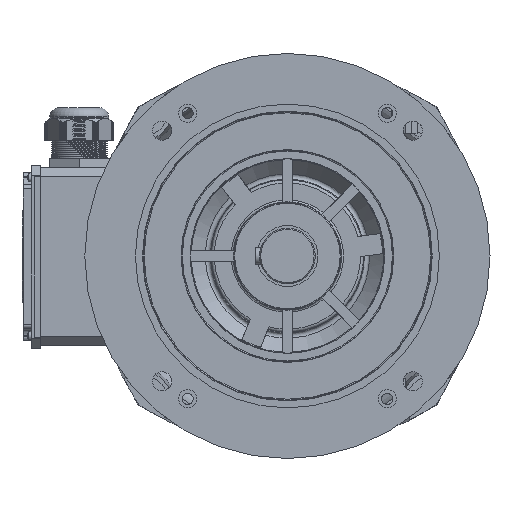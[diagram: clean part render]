
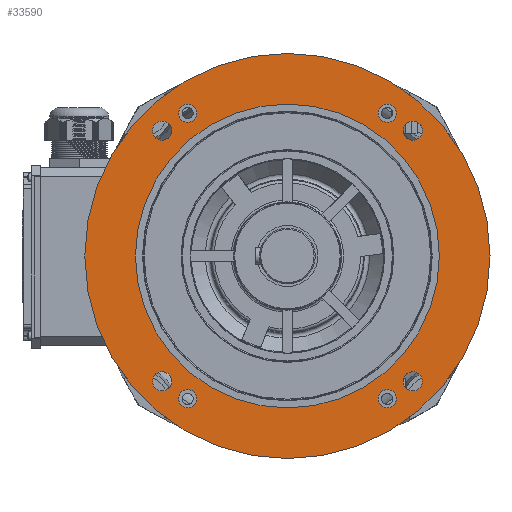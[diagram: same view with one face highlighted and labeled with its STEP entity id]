
A CAD part, left-side view. The second image highlights one B-rep face of the part: STEP entity #33590.
In plain terms, the highlighted planar face has unit normal (-1, 0, 0).
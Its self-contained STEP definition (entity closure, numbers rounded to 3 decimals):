
#24859=FACE_BOUND('',#42341,.T.);
#24860=FACE_BOUND('',#42342,.T.);
#24861=FACE_BOUND('',#42343,.T.);
#24862=FACE_BOUND('',#42344,.T.);
#24863=FACE_BOUND('',#42345,.T.);
#24864=FACE_BOUND('',#42346,.T.);
#24865=FACE_BOUND('',#42347,.T.);
#24866=FACE_BOUND('',#42348,.T.);
#24867=FACE_BOUND('',#42349,.T.);
#24868=FACE_BOUND('',#42350,.T.);
#27328=PLANE('',#90676);
#29696=CIRCLE('',#90221,150.);
#29899=CIRCLE('',#90666,200.);
#29900=CIRCLE('',#90668,9.5);
#29901=CIRCLE('',#90669,9.5);
#29902=CIRCLE('',#90670,9.5);
#29903=CIRCLE('',#90671,9.5);
#29904=CIRCLE('',#90672,9.);
#29905=CIRCLE('',#90673,9.);
#29906=CIRCLE('',#90674,9.);
#29907=CIRCLE('',#90675,9.);
#33590=ADVANCED_FACE('',(#24859,#24860,#24861,#24862,#24863,#24864,#24865,
#24866,#24867,#24868),#27328,.T.);
#42341=EDGE_LOOP('',(#60157));
#42342=EDGE_LOOP('',(#60158));
#42343=EDGE_LOOP('',(#60159));
#42344=EDGE_LOOP('',(#60160));
#42345=EDGE_LOOP('',(#60161));
#42346=EDGE_LOOP('',(#60162));
#42347=EDGE_LOOP('',(#60163));
#42348=EDGE_LOOP('',(#60164));
#42349=EDGE_LOOP('',(#60165));
#42350=EDGE_LOOP('',(#60166));
#60157=ORIENTED_EDGE('',*,*,#82750,.T.);
#60158=ORIENTED_EDGE('',*,*,#82751,.T.);
#60159=ORIENTED_EDGE('',*,*,#82752,.T.);
#60160=ORIENTED_EDGE('',*,*,#82753,.T.);
#60161=ORIENTED_EDGE('',*,*,#82754,.T.);
#60162=ORIENTED_EDGE('',*,*,#82755,.T.);
#60163=ORIENTED_EDGE('',*,*,#82756,.T.);
#60164=ORIENTED_EDGE('',*,*,#82757,.T.);
#60165=ORIENTED_EDGE('',*,*,#82183,.T.);
#60166=ORIENTED_EDGE('',*,*,#82749,.F.);
#71954=VERTEX_POINT('',#148042);
#72262=VERTEX_POINT('',#151029);
#72263=VERTEX_POINT('',#151032);
#72264=VERTEX_POINT('',#151034);
#72265=VERTEX_POINT('',#151036);
#72266=VERTEX_POINT('',#151038);
#72267=VERTEX_POINT('',#151040);
#72268=VERTEX_POINT('',#151042);
#72269=VERTEX_POINT('',#151044);
#72270=VERTEX_POINT('',#151046);
#82183=EDGE_CURVE('',#71954,#71954,#29696,.T.);
#82749=EDGE_CURVE('',#72262,#72262,#29899,.T.);
#82750=EDGE_CURVE('',#72263,#72263,#29900,.T.);
#82751=EDGE_CURVE('',#72264,#72264,#29901,.T.);
#82752=EDGE_CURVE('',#72265,#72265,#29902,.T.);
#82753=EDGE_CURVE('',#72266,#72266,#29903,.T.);
#82754=EDGE_CURVE('',#72267,#72267,#29904,.T.);
#82755=EDGE_CURVE('',#72268,#72268,#29905,.T.);
#82756=EDGE_CURVE('',#72269,#72269,#29906,.T.);
#82757=EDGE_CURVE('',#72270,#72270,#29907,.T.);
#90221=AXIS2_PLACEMENT_3D('',#148041,#105983,#105984);
#90666=AXIS2_PLACEMENT_3D('',#151028,#107198,#107199);
#90668=AXIS2_PLACEMENT_3D('',#151031,#107202,#107203);
#90669=AXIS2_PLACEMENT_3D('',#151033,#107204,#107205);
#90670=AXIS2_PLACEMENT_3D('',#151035,#107206,#107207);
#90671=AXIS2_PLACEMENT_3D('',#151037,#107208,#107209);
#90672=AXIS2_PLACEMENT_3D('',#151039,#107210,#107211);
#90673=AXIS2_PLACEMENT_3D('',#151041,#107212,#107213);
#90674=AXIS2_PLACEMENT_3D('',#151043,#107214,#107215);
#90675=AXIS2_PLACEMENT_3D('',#151045,#107216,#107217);
#90676=AXIS2_PLACEMENT_3D('',#151047,#107218,#107219);
#105983=DIRECTION('',(1.,0.,0.));
#105984=DIRECTION('',(0.,1.,0.));
#107198=DIRECTION('',(1.,0.,0.));
#107199=DIRECTION('',(0.,1.,0.));
#107202=DIRECTION('',(1.,0.,0.));
#107203=DIRECTION('',(0.,0.,1.));
#107204=DIRECTION('',(1.,0.,0.));
#107205=DIRECTION('',(0.,1.,0.));
#107206=DIRECTION('',(1.,0.,0.));
#107207=DIRECTION('',(0.,0.,1.));
#107208=DIRECTION('',(1.,0.,0.));
#107209=DIRECTION('',(0.,-1.,0.));
#107210=DIRECTION('',(1.,0.,0.));
#107211=DIRECTION('',(0.,1.,0.));
#107212=DIRECTION('',(1.,0.,0.));
#107213=DIRECTION('',(0.,1.,0.));
#107214=DIRECTION('',(1.,0.,0.));
#107215=DIRECTION('',(0.,1.,0.));
#107216=DIRECTION('',(1.,0.,0.));
#107217=DIRECTION('',(0.,1.,0.));
#107218=DIRECTION('',(-1.,0.,0.));
#107219=DIRECTION('',(0.,-1.,0.));
#148041=CARTESIAN_POINT('',(15.382,489.299,0.));
#148042=CARTESIAN_POINT('',(15.382,639.299,0.));
#151028=CARTESIAN_POINT('',(15.382,489.299,0.));
#151029=CARTESIAN_POINT('',(15.382,689.299,0.));
#151031=CARTESIAN_POINT('',(15.382,613.043,123.744));
#151032=CARTESIAN_POINT('',(15.382,613.043,133.244));
#151033=CARTESIAN_POINT('',(15.382,613.043,-123.744));
#151034=CARTESIAN_POINT('',(15.382,622.543,-123.744));
#151035=CARTESIAN_POINT('',(15.382,365.556,123.744));
#151036=CARTESIAN_POINT('',(15.382,365.556,133.244));
#151037=CARTESIAN_POINT('',(15.382,365.556,-123.744));
#151038=CARTESIAN_POINT('',(15.382,356.056,-123.744));
#151039=CARTESIAN_POINT('',(15.382,587.799,-141.));
#151040=CARTESIAN_POINT('',(15.382,596.799,-141.));
#151041=CARTESIAN_POINT('',(15.382,390.799,-141.));
#151042=CARTESIAN_POINT('',(15.382,399.799,-141.));
#151043=CARTESIAN_POINT('',(15.382,587.799,141.));
#151044=CARTESIAN_POINT('',(15.382,596.799,141.));
#151045=CARTESIAN_POINT('',(15.382,390.799,141.));
#151046=CARTESIAN_POINT('',(15.382,399.799,141.));
#151047=CARTESIAN_POINT('',(15.382,242.806,243.966));
